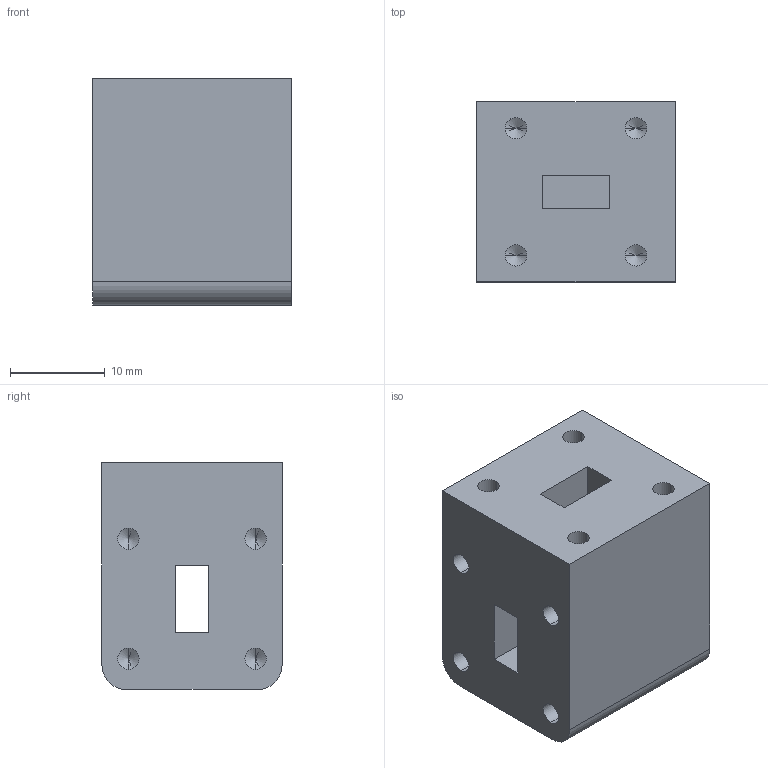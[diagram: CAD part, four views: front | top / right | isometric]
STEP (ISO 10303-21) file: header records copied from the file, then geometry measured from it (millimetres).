
FILE_DESCRIPTION (( 'STEP AP214' ), '1' );
FILE_NAME ('NF-CA-DB1.STEP', '2018-09-28T19:27:55', ( '' ), ( '' ), 'SwSTEP 2.0', 'SolidWorks 2016', '' );
FILE_SCHEMA (( 'AUTOMOTIVE_DESIGN' ));
Length unit declared in the file: inch
Products named in the file (1): NF-CA-DB1
Bounding box: 20.95 x 19.05 x 24 mm (x, y, z)
Volume: 8476.2 mm3; surface area: 3664.3 mm2
Topology: 1 solids, 1 shells, 63 faces, 162 edges, 88 vertices
Faces by surface type: cylinder 26, cone 24, plane 13
Entity records: 2088 total; most frequent: DIRECTION 318, CARTESIAN_POINT 290, ORIENTED_EDGE 276, EDGE_CURVE 138, AXIS2_PLACEMENT_3D 116, VERTEX_POINT 88, VECTOR 86, LINE 86
